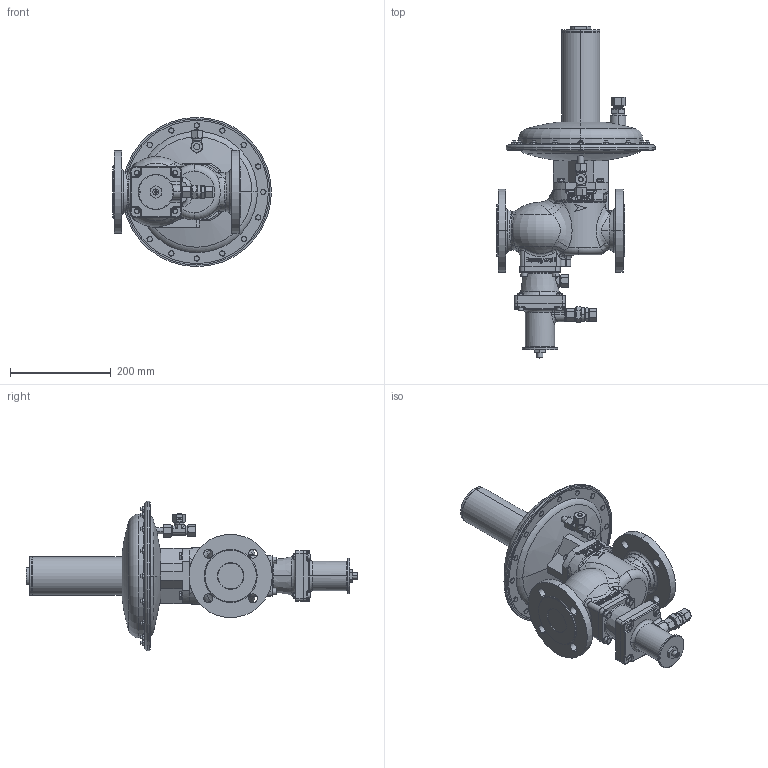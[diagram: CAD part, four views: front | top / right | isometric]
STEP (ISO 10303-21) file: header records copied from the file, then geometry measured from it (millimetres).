
FILE_DESCRIPTION (( 'STEP AP214' ), '1' );
FILE_NAME ('HON380_DN50_DN50_PN16_X_HON673_R_RE1.STEP', '2022-08-22T11:27:21', ( '' ), ( '' ), 'SwSTEP 2.0', 'SolidWorks 2019', '' );
FILE_SCHEMA (( 'AUTOMOTIVE_DESIGN' ));
Length unit declared in the file: millimetre
Products named in the file (1): HON380_DN50_DN50_PN16_X_HON673_R_RE1
Bounding box: 315.1 x 658.65 x 296.2 mm (x, y, z)
Volume: 8423074.5 mm3; surface area: 508560.8 mm2
Topology: 1 solids, 1 shells, 2062 faces, 5013 edges, 3098 vertices
Faces by surface type: plane 851, cone 382, cylinder 352, bspline 338, torus 119, sphere 20
Entity records: 78738 total; most frequent: CARTESIAN_POINT 33192, ORIENTED_EDGE 9994, DIRECTION 8322, EDGE_CURVE 4997, VERTEX_POINT 3098, AXIS2_PLACEMENT_3D 3095, EDGE_LOOP 2241, VECTOR 2132
